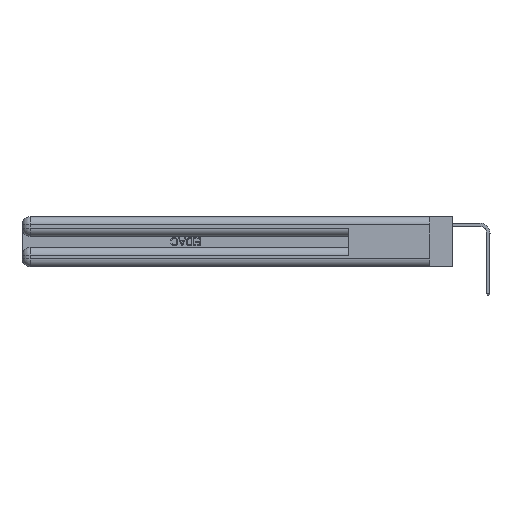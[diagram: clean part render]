
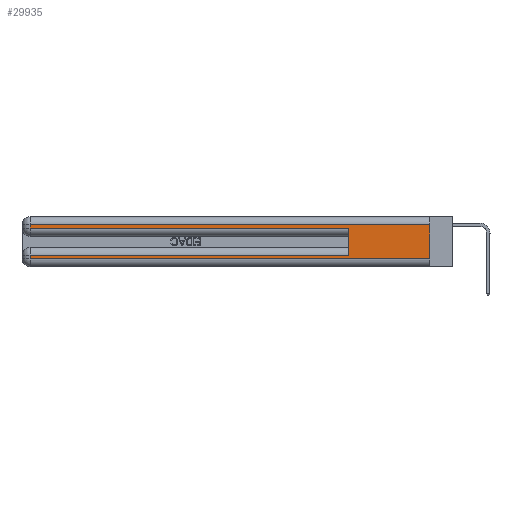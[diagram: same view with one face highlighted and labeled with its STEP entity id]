
A CAD part, left-side view. The second image highlights one B-rep face of the part: STEP entity #29935.
In plain terms, the highlighted planar face has unit normal (-1, 0, 0).
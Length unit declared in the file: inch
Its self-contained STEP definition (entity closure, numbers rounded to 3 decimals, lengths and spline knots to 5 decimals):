
#674 = CARTESIAN_POINT ( 'NONE',  ( 0., 2.94, 0.31 ) ) ;
#1108 = PLANE ( 'NONE',  #18163 ) ;
#1285 = VERTEX_POINT ( 'NONE', #9138 ) ;
#1960 = EDGE_CURVE ( 'NONE', #13800, #10389, #9601, .T. ) ;
#2374 = LINE ( 'NONE', #12956, #23079 ) ;
#2423 = ORIENTED_EDGE ( 'NONE', *, *, #17076, .T. ) ;
#3081 = VERTEX_POINT ( 'NONE', #20705 ) ;
#3362 = ORIENTED_EDGE ( 'NONE', *, *, #20249, .T. ) ;
#3646 = FACE_OUTER_BOUND ( 'NONE', #9433, .T. ) ;
#3690 = LINE ( 'NONE', #18941, #24385 ) ;
#3823 = DIRECTION ( 'NONE',  ( 1., 0., 0. ) ) ;
#5501 = LINE ( 'NONE', #30513, #19062 ) ;
#7639 = DIRECTION ( 'NONE',  ( 0., 1., 0. ) ) ;
#8158 = EDGE_CURVE ( 'NONE', #13299, #10389, #2374, .T. ) ;
#8197 = ORIENTED_EDGE ( 'NONE', *, *, #1960, .T. ) ;
#8210 = EDGE_CURVE ( 'NONE', #13299, #31972, #29379, .T. ) ;
#9138 = CARTESIAN_POINT ( 'NONE',  ( 0., 0., 0.06 ) ) ;
#9433 = EDGE_LOOP ( 'NONE', ( #19576, #15922, #2423, #8197, #17809, #29652, #3362, #18972 ) ) ;
#9459 = CARTESIAN_POINT ( 'NONE',  ( 0., 0.6, 0.285 ) ) ;
#9575 = VERTEX_POINT ( 'NONE', #16349 ) ;
#9601 = LINE ( 'NONE', #25568, #16751 ) ;
#10389 = VERTEX_POINT ( 'NONE', #9459 ) ;
#11072 = VECTOR ( 'NONE', #32029, 39.37008 ) ;
#11925 = LINE ( 'NONE', #21407, #11072 ) ;
#12154 = DIRECTION ( 'NONE',  ( 0., -1., 0. ) ) ;
#12156 = CARTESIAN_POINT ( 'NONE',  ( 0., 2.94, 0.37 ) ) ;
#12956 = CARTESIAN_POINT ( 'NONE',  ( 0., 0.6, 0.145 ) ) ;
#12998 = EDGE_CURVE ( 'NONE', #3081, #1285, #3690, .T. ) ;
#13299 = VERTEX_POINT ( 'NONE', #15009 ) ;
#13741 = VERTEX_POINT ( 'NONE', #674 ) ;
#13800 = VERTEX_POINT ( 'NONE', #27838 ) ;
#14776 = CARTESIAN_POINT ( 'NONE',  ( 0., 2.94, 0.085 ) ) ;
#15009 = CARTESIAN_POINT ( 'NONE',  ( 0., 0.6, 0.085 ) ) ;
#15645 = DIRECTION ( 'NONE',  ( 0., 0., 1. ) ) ;
#15922 = ORIENTED_EDGE ( 'NONE', *, *, #33506, .T. ) ;
#16349 = CARTESIAN_POINT ( 'NONE',  ( 0., 2.94, 0.06 ) ) ;
#16751 = VECTOR ( 'NONE', #12154, 39.37008 ) ;
#17076 = EDGE_CURVE ( 'NONE', #13741, #13800, #26397, .T. ) ;
#17809 = ORIENTED_EDGE ( 'NONE', *, *, #8158, .F. ) ;
#18163 = AXIS2_PLACEMENT_3D ( 'NONE', #33249, #3823, #22740 ) ;
#18941 = CARTESIAN_POINT ( 'NONE',  ( 0., 0., 0.37 ) ) ;
#18972 = ORIENTED_EDGE ( 'NONE', *, *, #33523, .T. ) ;
#19062 = VECTOR ( 'NONE', #27866, 39.37008 ) ;
#19576 = ORIENTED_EDGE ( 'NONE', *, *, #12998, .F. ) ;
#20249 = EDGE_CURVE ( 'NONE', #31972, #9575, #5501, .T. ) ;
#20705 = CARTESIAN_POINT ( 'NONE',  ( 0., 0., 0.31 ) ) ;
#20785 = LINE ( 'NONE', #23981, #26237 ) ;
#21397 = VECTOR ( 'NONE', #7639, 39.37008 ) ;
#21407 = CARTESIAN_POINT ( 'NONE',  ( 0., 0., 0.06 ) ) ;
#21650 = DIRECTION ( 'NONE',  ( 0., 0., -1. ) ) ;
#22740 = DIRECTION ( 'NONE',  ( 0., 0., -1. ) ) ;
#22889 = DIRECTION ( 'NONE',  ( 0., 0., -1. ) ) ;
#23079 = VECTOR ( 'NONE', #15645, 39.37008 ) ;
#23981 = CARTESIAN_POINT ( 'NONE',  ( 0., 0., 0.31 ) ) ;
#24385 = VECTOR ( 'NONE', #21650, 39.37008 ) ;
#25548 = VECTOR ( 'NONE', #22889, 39.37008 ) ;
#25568 = CARTESIAN_POINT ( 'NONE',  ( 0., 0., 0.285 ) ) ;
#26237 = VECTOR ( 'NONE', #29394, 39.37008 ) ;
#26397 = LINE ( 'NONE', #12156, #25548 ) ;
#27838 = CARTESIAN_POINT ( 'NONE',  ( 0., 2.94, 0.285 ) ) ;
#27866 = DIRECTION ( 'NONE',  ( 0., 0., -1. ) ) ;
#29204 = CARTESIAN_POINT ( 'NONE',  ( 0., 0., 0.085 ) ) ;
#29379 = LINE ( 'NONE', #29204, #21397 ) ;
#29394 = DIRECTION ( 'NONE',  ( 0., 1., 0. ) ) ;
#29652 = ORIENTED_EDGE ( 'NONE', *, *, #8210, .T. ) ;
#29935 = ADVANCED_FACE ( 'NONE', ( #3646 ), #1108, .F. ) ;
#30513 = CARTESIAN_POINT ( 'NONE',  ( 0., 2.94, 0.37 ) ) ;
#31972 = VERTEX_POINT ( 'NONE', #14776 ) ;
#32029 = DIRECTION ( 'NONE',  ( 0., -1., 0. ) ) ;
#33249 = CARTESIAN_POINT ( 'NONE',  ( 0., 0., 0.37 ) ) ;
#33506 = EDGE_CURVE ( 'NONE', #3081, #13741, #20785, .T. ) ;
#33523 = EDGE_CURVE ( 'NONE', #9575, #1285, #11925, .T. ) ;
